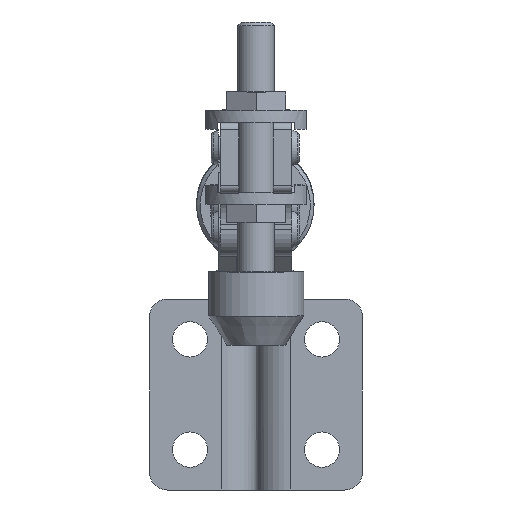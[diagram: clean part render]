
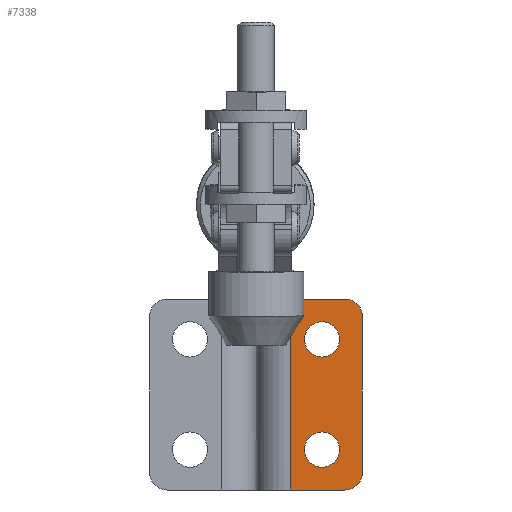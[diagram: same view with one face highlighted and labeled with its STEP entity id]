
A CAD part, left-side view. The second image highlights one B-rep face of the part: STEP entity #7338.
In plain terms, the highlighted planar face has unit normal (-1, 0, 0).
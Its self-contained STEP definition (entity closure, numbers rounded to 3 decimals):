
#1253=CIRCLE('',#8249,2.4);
#1254=CIRCLE('',#8250,2.4);
#1255=CIRCLE('',#8251,2.4);
#1256=CIRCLE('',#8252,2.4);
#1899=VERTEX_POINT('',#13214);
#1900=VERTEX_POINT('',#13216);
#1901=VERTEX_POINT('',#13218);
#1902=VERTEX_POINT('',#13219);
#1903=VERTEX_POINT('',#13221);
#1904=VERTEX_POINT('',#13223);
#1905=VERTEX_POINT('',#13225);
#1906=VERTEX_POINT('',#13227);
#2411=LINE('',#13217,#8792);
#2412=LINE('',#13220,#8793);
#2413=LINE('',#13224,#8794);
#2414=LINE('',#13228,#8795);
#3336=EDGE_CURVE('',#1899,#1899,#1253,.T.);
#3337=EDGE_CURVE('',#1900,#1900,#1254,.T.);
#3338=EDGE_CURVE('',#1901,#1902,#2411,.T.);
#3339=EDGE_CURVE('',#1903,#1901,#2412,.T.);
#3340=EDGE_CURVE('',#1904,#1903,#1255,.T.);
#3341=EDGE_CURVE('',#1905,#1904,#2413,.T.);
#3342=EDGE_CURVE('',#1906,#1905,#1256,.T.);
#3343=EDGE_CURVE('',#1902,#1906,#2414,.T.);
#5162=ORIENTED_EDGE('',*,*,#3336,.F.);
#5163=ORIENTED_EDGE('',*,*,#3337,.F.);
#5164=ORIENTED_EDGE('',*,*,#3338,.F.);
#5165=ORIENTED_EDGE('',*,*,#3339,.F.);
#5166=ORIENTED_EDGE('',*,*,#3340,.F.);
#5167=ORIENTED_EDGE('',*,*,#3341,.F.);
#5168=ORIENTED_EDGE('',*,*,#3342,.F.);
#5169=ORIENTED_EDGE('',*,*,#3343,.F.);
#6092=EDGE_LOOP('',(#5162));
#6093=EDGE_LOOP('',(#5163));
#6094=EDGE_LOOP('',(#5164,#5165,#5166,#5167,#5168,#5169));
#6828=FACE_BOUND('',#6092,.T.);
#6829=FACE_BOUND('',#6093,.T.);
#6830=FACE_BOUND('',#6094,.T.);
#7338=ADVANCED_FACE('',(#6828,#6829,#6830),#9081,.F.);
#8248=AXIS2_PLACEMENT_3D('',#13212,#15303,$);
#8249=AXIS2_PLACEMENT_3D('',#13213,#15304,#15305);
#8250=AXIS2_PLACEMENT_3D('',#13215,#15306,#15307);
#8251=AXIS2_PLACEMENT_3D('',#13222,#15310,#15311);
#8252=AXIS2_PLACEMENT_3D('',#13226,#15313,#15314);
#8792=VECTOR('',#15308,1.);
#8793=VECTOR('',#15309,1.);
#8794=VECTOR('',#15312,1.);
#8795=VECTOR('',#15315,1.);
#9081=PLANE('',#8248);
#13212=CARTESIAN_POINT('',(342.001,213.165,-10.829));
#13213=CARTESIAN_POINT('',(342.001,202.361,-8.074));
#13214=CARTESIAN_POINT('',(342.001,204.761,-8.074));
#13215=CARTESIAN_POINT('',(342.001,202.361,-23.074));
#13216=CARTESIAN_POINT('',(342.001,204.761,-23.074));
#13217=CARTESIAN_POINT('',(342.001,206.681,-14.094));
#13218=CARTESIAN_POINT('',(342.001,206.681,-28.574));
#13219=CARTESIAN_POINT('',(342.001,206.681,-2.574));
#13220=CARTESIAN_POINT('',(342.001,205.873,-28.574));
#13221=CARTESIAN_POINT('',(342.001,199.261,-28.574));
#13222=CARTESIAN_POINT('',(342.001,199.261,-26.174));
#13223=CARTESIAN_POINT('',(342.001,196.861,-26.174));
#13224=CARTESIAN_POINT('',(342.001,196.861,-15.574));
#13225=CARTESIAN_POINT('',(342.001,196.861,-4.974));
#13226=CARTESIAN_POINT('',(342.001,199.261,-4.974));
#13227=CARTESIAN_POINT('',(342.001,199.261,-2.574));
#13228=CARTESIAN_POINT('',(342.001,203.961,-2.574));
#15303=DIRECTION('',(1.,0.,0.));
#15304=DIRECTION('',(-1.,0.,0.));
#15305=DIRECTION('',(0.,2.4,0.));
#15306=DIRECTION('',(-1.,0.,0.));
#15307=DIRECTION('',(0.,2.4,0.));
#15308=DIRECTION('',(0.,0.,1.));
#15309=DIRECTION('',(0.,1.,0.));
#15310=DIRECTION('',(1.,0.,0.));
#15311=DIRECTION('',(0.,2.4,0.));
#15312=DIRECTION('',(0.,0.,-1.));
#15313=DIRECTION('',(1.,0.,0.));
#15314=DIRECTION('',(0.,2.4,0.));
#15315=DIRECTION('',(0.,-1.,0.));
